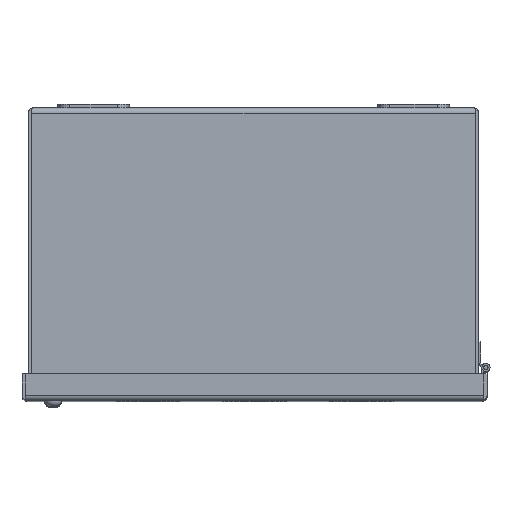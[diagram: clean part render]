
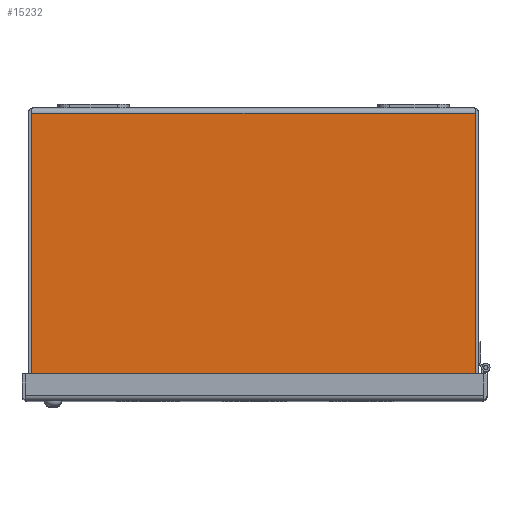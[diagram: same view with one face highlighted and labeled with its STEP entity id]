
A CAD part, top view. The second image highlights one B-rep face of the part: STEP entity #15232.
In plain terms, the highlighted planar face has unit normal (0, 0, 1).
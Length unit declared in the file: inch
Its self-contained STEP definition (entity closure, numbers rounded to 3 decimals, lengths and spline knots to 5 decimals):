
#348 = CARTESIAN_POINT ( 'NONE',  ( -4.67789, -5.892, 6.375 ) ) ;
#1572 = DIRECTION ( 'NONE',  ( -1., 0., 0. ) ) ;
#2911 = DIRECTION ( 'NONE',  ( 1., 0., 0. ) ) ;
#5230 = FACE_OUTER_BOUND ( 'NONE', #17658, .T. ) ;
#6061 = CARTESIAN_POINT ( 'NONE',  ( -32.656, -0.108, 6.375 ) ) ;
#6574 = AXIS2_PLACEMENT_3D ( 'NONE', #7690, #21113, #2911 ) ;
#7690 = CARTESIAN_POINT ( 'NONE',  ( -32.656, 0., 6.375 ) ) ;
#7936 = ORIENTED_EDGE ( 'NONE', *, *, #14585, .T. ) ;
#8663 = VERTEX_POINT ( 'NONE', #13465 ) ;
#8862 = DIRECTION ( 'NONE',  ( 0., -1., 0. ) ) ;
#9170 = LINE ( 'NONE', #27679, #18379 ) ;
#9198 = ORIENTED_EDGE ( 'NONE', *, *, #17339, .T. ) ;
#9527 = EDGE_CURVE ( 'NONE', #21410, #8663, #18435, .T. ) ;
#10450 = DIRECTION ( 'NONE',  ( 0., -1., 0. ) ) ;
#12289 = DIRECTION ( 'NONE',  ( 1., 0., 0. ) ) ;
#12972 = VERTEX_POINT ( 'NONE', #24444 ) ;
#13084 = CARTESIAN_POINT ( 'NONE',  ( 4.67789, 39.37008, 6.375 ) ) ;
#13465 = CARTESIAN_POINT ( 'NONE',  ( 4.67789, -5.892, 6.375 ) ) ;
#14585 = EDGE_CURVE ( 'NONE', #18727, #8663, #17515, .T. ) ;
#14646 = PLANE ( 'NONE',  #6574 ) ;
#15060 = CARTESIAN_POINT ( 'NONE',  ( -32.656, -5.892, 6.375 ) ) ;
#15232 = ADVANCED_FACE ( 'NONE', ( #5230 ), #14646, .T. ) ;
#17339 = EDGE_CURVE ( 'NONE', #21410, #12972, #27637, .T. ) ;
#17515 = LINE ( 'NONE', #15060, #19419 ) ;
#17658 = EDGE_LOOP ( 'NONE', ( #29347, #7936, #19207, #9198 ) ) ;
#18379 = VECTOR ( 'NONE', #8862, 39.37008 ) ;
#18435 = LINE ( 'NONE', #13084, #18679 ) ;
#18572 = EDGE_CURVE ( 'NONE', #12972, #18727, #9170, .T. ) ;
#18679 = VECTOR ( 'NONE', #10450, 39.37008 ) ;
#18727 = VERTEX_POINT ( 'NONE', #348 ) ;
#19207 = ORIENTED_EDGE ( 'NONE', *, *, #9527, .F. ) ;
#19419 = VECTOR ( 'NONE', #12289, 39.37008 ) ;
#20207 = CARTESIAN_POINT ( 'NONE',  ( 4.67789, -0.108, 6.375 ) ) ;
#21113 = DIRECTION ( 'NONE',  ( 0., 0., 1. ) ) ;
#21410 = VERTEX_POINT ( 'NONE', #20207 ) ;
#23262 = VECTOR ( 'NONE', #1572, 39.37008 ) ;
#24444 = CARTESIAN_POINT ( 'NONE',  ( -4.67789, -0.108, 6.375 ) ) ;
#27637 = LINE ( 'NONE', #6061, #23262 ) ;
#27679 = CARTESIAN_POINT ( 'NONE',  ( -4.67789, 39.37008, 6.375 ) ) ;
#29347 = ORIENTED_EDGE ( 'NONE', *, *, #18572, .T. ) ;
